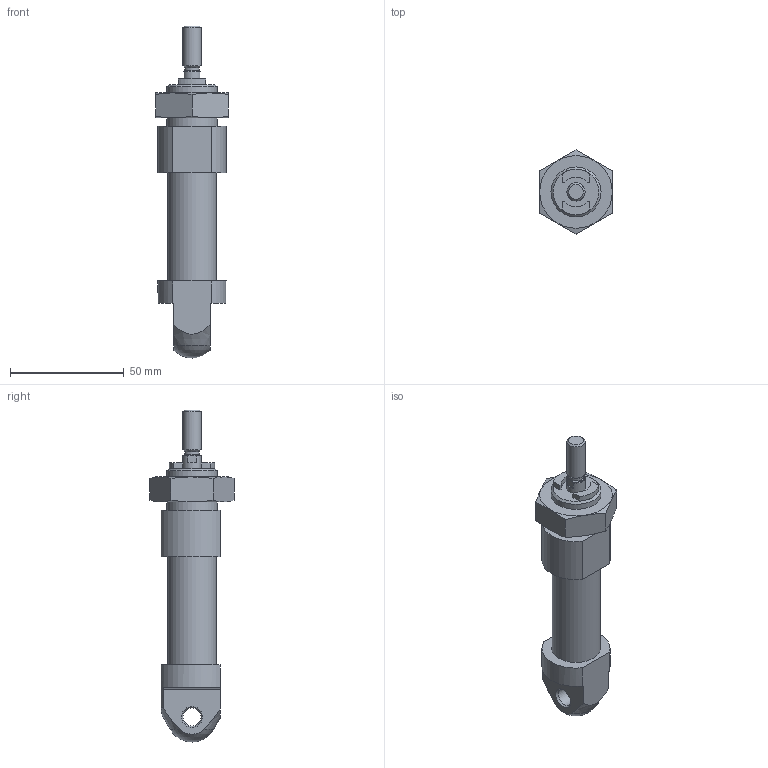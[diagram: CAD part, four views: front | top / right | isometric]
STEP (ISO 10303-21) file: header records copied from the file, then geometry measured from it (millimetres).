
FILE_DESCRIPTION(/* description */ ('STEP AP214'),/* implementation_level */ '2;1');
FILE_NAME(/* name */ '8152559_CRDSNU-20-20-P-A',/* time_stamp */ '2024-08-08T14:42:43+02:00',/* author */ ('License CC BY-ND 4.0'),/* organization */ ('CADENAS'),/* preprocessor_version */ 'ST-DEVELOPER v19.3',/* originating_system */ 'PARTsolutions',/* authorisation */ ' ');
FILE_SCHEMA (('AUTOMOTIVE_DESIGN {1 0 10303 214 3 1 1}'));
Length unit declared in the file: millimetre
Products named in the file (4): 8152559 CRDSNU-20-20-P-A---(0); CRDSNU-20-P-----(20)ZR; CRDSNU 20--0-----0----(20)K; DIN-439-B - M22x1.5(F)
Assembly tree (3 placements, depth 2):
  8152559 CRDSNU-20-20-P-A---(0)
    CRDSNU-20-P-----(20)ZR
    CRDSNU 20--0-----0----(20)K
    DIN-439-B - M22x1.5(F)
Bounding box: 32 x 36.95 x 146 mm (x, y, z)
Volume: 51820.1 mm3; surface area: 21397.1 mm2
Topology: 3 solids, 3 shells, 83 faces, 202 edges, 130 vertices
Faces by surface type: plane 41, cylinder 23, cone 17, sphere 1, torus 1
Full cylindrical faces by diameter (mm): 6.4 x1, 8 x5, 8.566 x2, 20 x2, 20.376 x1, 21.3 x1, 22 x1
Entity records: 2439 total; most frequent: CARTESIAN_POINT 554, DIRECTION 372, ORIENTED_EDGE 328, EDGE_CURVE 164, AXIS2_PLACEMENT_3D 153, FACE_BOUND 124, VERTEX_POINT 122, EDGE_LOOP 122
